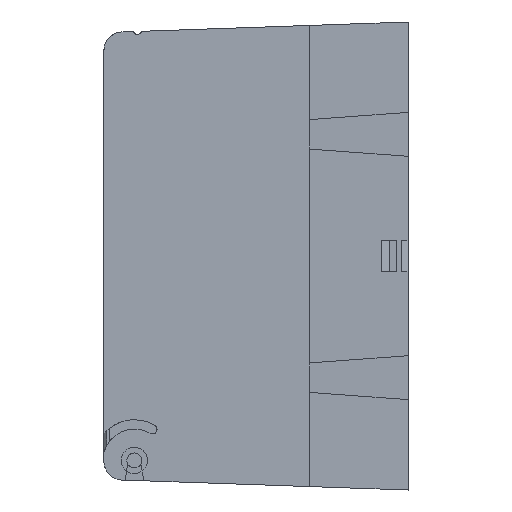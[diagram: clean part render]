
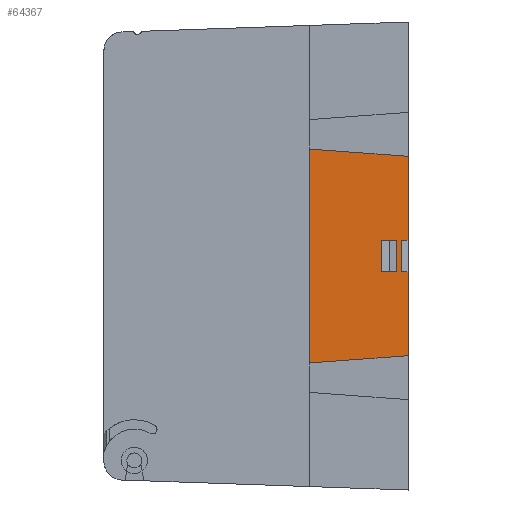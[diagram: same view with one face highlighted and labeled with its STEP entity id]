
A CAD part, left-side view. The second image highlights one B-rep face of the part: STEP entity #64367.
In plain terms, the highlighted planar face has unit normal (1, 0, 0).
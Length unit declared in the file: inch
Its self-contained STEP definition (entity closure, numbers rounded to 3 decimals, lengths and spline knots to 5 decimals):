
#705 = LINE ( 'NONE', #49442, #21331 ) ;
#1720 = VERTEX_POINT ( 'NONE', #75688 ) ;
#1743 = LINE ( 'NONE', #28218, #40332 ) ;
#2050 = LINE ( 'NONE', #63843, #43002 ) ;
#2894 = CARTESIAN_POINT ( 'NONE',  ( -4.3542, -1.555, 0.12 ) ) ;
#3483 = VERTEX_POINT ( 'NONE', #98935 ) ;
#6607 = CARTESIAN_POINT ( 'NONE',  ( -4.3542, -1.675, 1.015 ) ) ;
#8030 = CARTESIAN_POINT ( 'NONE',  ( -4.3542, -1.675, -0.22 ) ) ;
#9493 = CARTESIAN_POINT ( 'NONE',  ( -4.3542, -1.605, 0.12 ) ) ;
#9721 = ORIENTED_EDGE ( 'NONE', *, *, #42117, .F. ) ;
#13101 = CARTESIAN_POINT ( 'NONE',  ( -4.3542, -0.625, -1.19282 ) ) ;
#14335 = DIRECTION ( 'NONE',  ( 0., -0.997, 0.074 ) ) ;
#14980 = CARTESIAN_POINT ( 'NONE',  ( -4.3542, -0.625, -2.26333 ) ) ;
#17107 = DIRECTION ( 'NONE',  ( 0., 1., 0. ) ) ;
#17242 = CARTESIAN_POINT ( 'NONE',  ( -4.3542, -1.3934, -0.22 ) ) ;
#18569 = LINE ( 'NONE', #52529, #56939 ) ;
#21331 = VECTOR ( 'NONE', #95547, 39.37008 ) ;
#21676 = CARTESIAN_POINT ( 'NONE',  ( -4.3542, -1.675, -2.3 ) ) ;
#22069 = FACE_OUTER_BOUND ( 'NONE', #73869, .T. ) ;
#22181 = ORIENTED_EDGE ( 'NONE', *, *, #46690, .F. ) ;
#22284 = LINE ( 'NONE', #91021, #60604 ) ;
#22386 = PLANE ( 'NONE',  #52207 ) ;
#22723 = DIRECTION ( 'NONE',  ( 0., 0., 1. ) ) ;
#25519 = VECTOR ( 'NONE', #17107, 39.37008 ) ;
#27051 = CARTESIAN_POINT ( 'NONE',  ( -4.3542, -1.675, -2.3 ) ) ;
#28218 = CARTESIAN_POINT ( 'NONE',  ( -4.3542, -0.625, 0.12 ) ) ;
#28473 = VERTEX_POINT ( 'NONE', #40888 ) ;
#29181 = VECTOR ( 'NONE', #73227, 39.37008 ) ;
#32961 = VECTOR ( 'NONE', #59454, 39.37008 ) ;
#33336 = VERTEX_POINT ( 'NONE', #9493 ) ;
#34079 = EDGE_CURVE ( 'NONE', #33336, #35572, #1743, .T. ) ;
#35572 = VERTEX_POINT ( 'NONE', #39911 ) ;
#36538 = CARTESIAN_POINT ( 'NONE',  ( -4.3542, -0.625, -0.22 ) ) ;
#37251 = EDGE_CURVE ( 'NONE', #45978, #3483, #97110, .T. ) ;
#38020 = ORIENTED_EDGE ( 'NONE', *, *, #73402, .F. ) ;
#38100 = CARTESIAN_POINT ( 'NONE',  ( -4.3542, -0.625, 0.12 ) ) ;
#38221 = VECTOR ( 'NONE', #60319, 39.37008 ) ;
#39284 = EDGE_CURVE ( 'NONE', #58519, #87288, #48220, .T. ) ;
#39911 = CARTESIAN_POINT ( 'NONE',  ( -4.3542, -1.675, 0.12 ) ) ;
#40332 = VECTOR ( 'NONE', #66658, 39.37008 ) ;
#40888 = CARTESIAN_POINT ( 'NONE',  ( -4.3542, -1.555, -0.22 ) ) ;
#42117 = EDGE_CURVE ( 'NONE', #87288, #33336, #49506, .T. ) ;
#42457 = FACE_BOUND ( 'NONE', #62135, .T. ) ;
#42653 = VERTEX_POINT ( 'NONE', #47618 ) ;
#43002 = VECTOR ( 'NONE', #55731, 39.37008 ) ;
#43257 = EDGE_CURVE ( 'NONE', #42653, #54853, #61244, .T. ) ;
#45862 = EDGE_CURVE ( 'NONE', #54853, #28473, #2050, .T. ) ;
#45978 = VERTEX_POINT ( 'NONE', #79936 ) ;
#46587 = ORIENTED_EDGE ( 'NONE', *, *, #37251, .F. ) ;
#46690 = EDGE_CURVE ( 'NONE', #3483, #85800, #705, .T. ) ;
#47618 = CARTESIAN_POINT ( 'NONE',  ( -4.3542, -1.3934, 0.12 ) ) ;
#48220 = LINE ( 'NONE', #36538, #25519 ) ;
#49414 = EDGE_CURVE ( 'NONE', #28473, #72332, #55637, .T. ) ;
#49442 = CARTESIAN_POINT ( 'NONE',  ( -4.3542, -0.625, -4.92979 ) ) ;
#49506 = LINE ( 'NONE', #65499, #29181 ) ;
#50406 = DIRECTION ( 'NONE',  ( 0., 0., 1. ) ) ;
#51768 = EDGE_CURVE ( 'NONE', #72332, #42653, #22284, .T. ) ;
#52207 = AXIS2_PLACEMENT_3D ( 'NONE', #14980, #68610, #22723 ) ;
#52529 = CARTESIAN_POINT ( 'NONE',  ( -4.3542, -0.625, -1.19282 ) ) ;
#54185 = ORIENTED_EDGE ( 'NONE', *, *, #39284, .F. ) ;
#54493 = LINE ( 'NONE', #27051, #67679 ) ;
#54853 = VERTEX_POINT ( 'NONE', #2894 ) ;
#55637 = LINE ( 'NONE', #74935, #32961 ) ;
#55731 = DIRECTION ( 'NONE',  ( 0., 0., -1. ) ) ;
#56939 = VECTOR ( 'NONE', #14335, 39.37008 ) ;
#58401 = VECTOR ( 'NONE', #67557, 39.37008 ) ;
#58519 = VERTEX_POINT ( 'NONE', #8030 ) ;
#58804 = VECTOR ( 'NONE', #99532, 39.37008 ) ;
#59454 = DIRECTION ( 'NONE',  ( 0., 1., 0. ) ) ;
#60319 = DIRECTION ( 'NONE',  ( 0., 0.997, 0.074 ) ) ;
#60604 = VECTOR ( 'NONE', #98747, 39.37008 ) ;
#60845 = LINE ( 'NONE', #21676, #58401 ) ;
#61244 = LINE ( 'NONE', #38100, #58804 ) ;
#62135 = EDGE_LOOP ( 'NONE', ( #77333, #65012, #81968, #77743 ) ) ;
#62560 = ORIENTED_EDGE ( 'NONE', *, *, #76059, .F. ) ;
#63843 = CARTESIAN_POINT ( 'NONE',  ( -4.3542, -1.555, -2.26333 ) ) ;
#64367 = ADVANCED_FACE ( 'NONE', ( #42457, #22069 ), #22386, .F. ) ;
#65012 = ORIENTED_EDGE ( 'NONE', *, *, #45862, .F. ) ;
#65499 = CARTESIAN_POINT ( 'NONE',  ( -4.3542, -1.605, -2.26333 ) ) ;
#66658 = DIRECTION ( 'NONE',  ( 0., -1., 0. ) ) ;
#67192 = EDGE_CURVE ( 'NONE', #85800, #1720, #18569, .T. ) ;
#67557 = DIRECTION ( 'NONE',  ( 0., 0., 1. ) ) ;
#67679 = VECTOR ( 'NONE', #50406, 39.37008 ) ;
#68610 = DIRECTION ( 'NONE',  ( -1., 0., 0. ) ) ;
#72332 = VERTEX_POINT ( 'NONE', #17242 ) ;
#73227 = DIRECTION ( 'NONE',  ( 0., 0., 1. ) ) ;
#73402 = EDGE_CURVE ( 'NONE', #35572, #45978, #54493, .T. ) ;
#73869 = EDGE_LOOP ( 'NONE', ( #54185, #62560, #84777, #22181, #46587, #38020, #79652, #9721 ) ) ;
#74935 = CARTESIAN_POINT ( 'NONE',  ( -4.3542, -0.625, -0.22 ) ) ;
#75688 = CARTESIAN_POINT ( 'NONE',  ( -4.3542, -1.675, -1.115 ) ) ;
#76059 = EDGE_CURVE ( 'NONE', #1720, #58519, #60845, .T. ) ;
#77333 = ORIENTED_EDGE ( 'NONE', *, *, #49414, .F. ) ;
#77743 = ORIENTED_EDGE ( 'NONE', *, *, #51768, .F. ) ;
#79652 = ORIENTED_EDGE ( 'NONE', *, *, #34079, .F. ) ;
#79936 = CARTESIAN_POINT ( 'NONE',  ( -4.3542, -1.675, 1.015 ) ) ;
#81968 = ORIENTED_EDGE ( 'NONE', *, *, #43257, .F. ) ;
#84777 = ORIENTED_EDGE ( 'NONE', *, *, #67192, .F. ) ;
#85800 = VERTEX_POINT ( 'NONE', #13101 ) ;
#87288 = VERTEX_POINT ( 'NONE', #91061 ) ;
#91021 = CARTESIAN_POINT ( 'NONE',  ( -4.3542, -1.3934, -2.26333 ) ) ;
#91061 = CARTESIAN_POINT ( 'NONE',  ( -4.3542, -1.605, -0.22 ) ) ;
#95547 = DIRECTION ( 'NONE',  ( 0., 0., -1. ) ) ;
#97110 = LINE ( 'NONE', #6607, #38221 ) ;
#98747 = DIRECTION ( 'NONE',  ( 0., 0., 1. ) ) ;
#98935 = CARTESIAN_POINT ( 'NONE',  ( -4.3542, -0.625, 1.09282 ) ) ;
#99532 = DIRECTION ( 'NONE',  ( 0., -1., 0. ) ) ;
